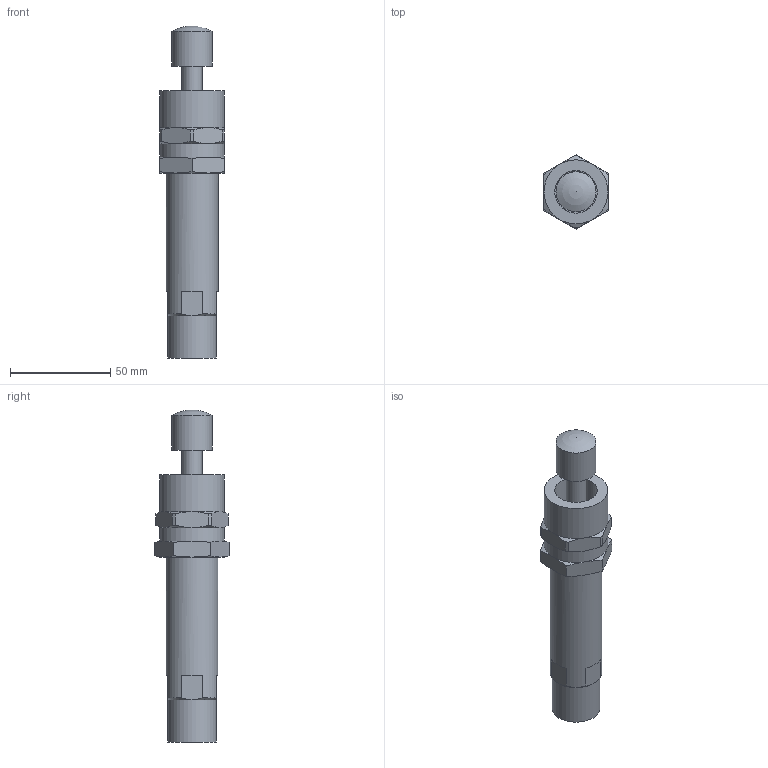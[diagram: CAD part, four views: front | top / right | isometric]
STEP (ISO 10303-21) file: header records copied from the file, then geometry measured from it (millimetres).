
FILE_DESCRIPTION(/* description */ ('STEP AP214'),/* implementation_level */ '2;1');
FILE_NAME(/* name */ '543069_YSRW-DGC-63',/* time_stamp */ '2024-09-11T13:21:46+02:00',/* author */ ('License CC BY-ND 4.0'),/* organization */ ('CADENAS'),/* preprocessor_version */ 'ST-DEVELOPER v19.3',/* originating_system */ 'PARTsolutions',/* authorisation */ ' ');
FILE_SCHEMA (('AUTOMOTIVE_DESIGN {1 0 10303 214 3 1 1}'));
Length unit declared in the file: millimetre
Products named in the file (3): 543069 YSRW-DGC-63---(33.2); 191198 YSRW-20-34---(33.201); 664887 DGC-63---(AKF)
Assembly tree (2 placements, depth 2):
  543069 YSRW-DGC-63---(33.2)
    191198 YSRW-20-34---(33.201)
    664887 DGC-63---(AKF)
Bounding box: 32 x 36.95 x 165.7 mm (x, y, z)
Volume: 83167.9 mm3; surface area: 21089.1 mm2
Topology: 2 solids, 2 shells, 78 faces, 175 edges, 103 vertices
Faces by surface type: cone 33, plane 26, cylinder 16, torus 2, sphere 1
Full cylindrical faces by diameter (mm): 10 x1, 20 x1, 21.2 x1, 24 x1, 24.376 x2, 26 x1, 26.2 x1, 32 x2
Entity records: 2169 total; most frequent: CARTESIAN_POINT 515, DIRECTION 328, ORIENTED_EDGE 308, EDGE_CURVE 154, AXIS2_PLACEMENT_3D 149, VERTEX_POINT 100, EDGE_LOOP 100, FACE_BOUND 100
